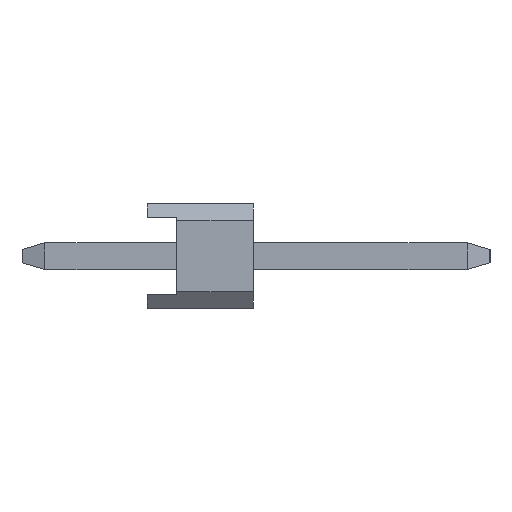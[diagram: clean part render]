
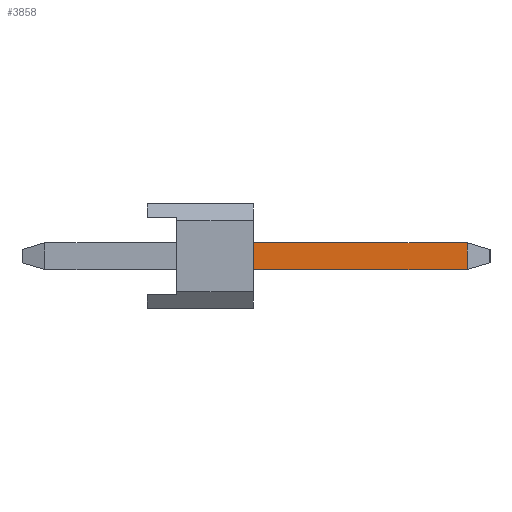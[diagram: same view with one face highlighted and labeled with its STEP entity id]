
A CAD part, left-side view. The second image highlights one B-rep face of the part: STEP entity #3858.
In plain terms, the highlighted planar face has unit normal (-1, 0, 0).
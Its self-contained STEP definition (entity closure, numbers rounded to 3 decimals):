
#3668=VERTEX_POINT('',#10169);
#3858=ADVANCED_FACE('',(#10375),#10376,.T.);
#4032=EDGE_CURVE('',#4530,#8836,#10567,.T.);
#4530=VERTEX_POINT('',#11116);
#5562=VERTEX_POINT('',#12252);
#5656=EDGE_CURVE('',#8836,#5562,#12353,.T.);
#6606=EDGE_CURVE('',#5562,#3668,#13391,.T.);
#6926=EDGE_CURVE('',#3668,#4530,#13760,.T.);
#8836=VERTEX_POINT('',#15864);
#10169=CARTESIAN_POINT('',(-25.72,-7.654,-0.32));
#10375=FACE_OUTER_BOUND('',#17812,.T.);
#10376=PLANE('',#17813);
#10567=LINE('',#18089,#18090);
#11116=CARTESIAN_POINT('',(-25.72,-2.54,-0.32));
#12252=CARTESIAN_POINT('',(-25.72,-7.654,0.32));
#12353=LINE('',#20683,#20684);
#13391=LINE('',#22207,#22208);
#13760=LINE('',#22718,#22719);
#15864=CARTESIAN_POINT('',(-25.72,-2.54,0.32));
#17812=EDGE_LOOP('',(#27726,#27727,#27728,#27729));
#17813=AXIS2_PLACEMENT_3D('',#27730,#27731,#27732);
#18089=CARTESIAN_POINT('',(-25.72,-2.54,0.252));
#18090=VECTOR('',#27915,1.0);
#20683=CARTESIAN_POINT('',(-25.72,-2.6,0.32));
#20684=VECTOR('',#29649,1.0);
#22207=CARTESIAN_POINT('',(-25.72,-7.654,0.5));
#22208=VECTOR('',#30612,1.0);
#22718=CARTESIAN_POINT('',(-25.72,2.454,-0.32));
#22719=VECTOR('',#31163,1.0);
#27726=ORIENTED_EDGE('',*,*,#4032,.F.);
#27727=ORIENTED_EDGE('',*,*,#6926,.F.);
#27728=ORIENTED_EDGE('',*,*,#6606,.F.);
#27729=ORIENTED_EDGE('',*,*,#5656,.F.);
#27730=CARTESIAN_POINT('',(-25.72,2.454,0.5));
#27731=DIRECTION('',(-1.0,0.,0.));
#27732=DIRECTION('',(0.,1.0,0.));
#27915=DIRECTION('',(0.,0.,1.0));
#29649=DIRECTION('',(0.,-1.0,0.));
#30612=DIRECTION('',(0.0,0.,-1.0));
#31163=DIRECTION('',(0.,1.0,0.));
